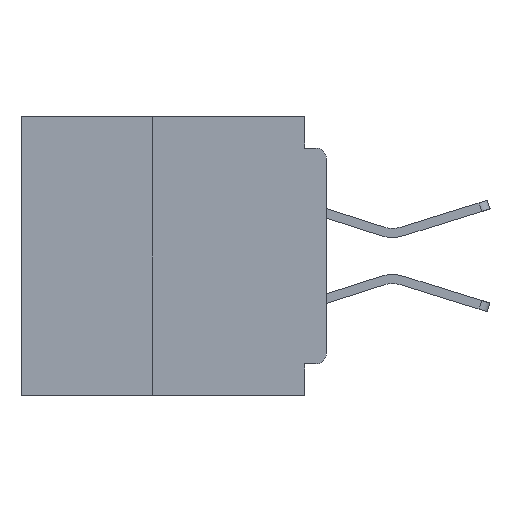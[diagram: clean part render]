
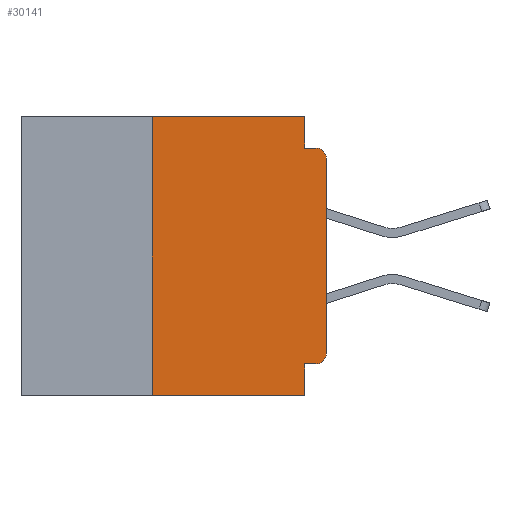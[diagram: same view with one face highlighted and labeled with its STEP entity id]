
A CAD part, left-side view. The second image highlights one B-rep face of the part: STEP entity #30141.
In plain terms, the highlighted planar face has unit normal (-1, 0, 0).
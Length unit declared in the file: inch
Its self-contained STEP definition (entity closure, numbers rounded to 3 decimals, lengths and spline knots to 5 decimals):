
#3565 = DIRECTION ( 'NONE',  ( -1., 0., 0. ) ) ;
#4269 = VECTOR ( 'NONE', #54110, 39.37008 ) ;
#5328 = DIRECTION ( 'NONE',  ( 0., 0., -1. ) ) ;
#5459 = CARTESIAN_POINT ( 'NONE',  ( 0., 0.031, 0. ) ) ;
#5851 = CARTESIAN_POINT ( 'NONE',  ( 0., 0.25, -0.4 ) ) ;
#6026 = ORIENTED_EDGE ( 'NONE', *, *, #50465, .T. ) ;
#6668 = AXIS2_PLACEMENT_3D ( 'NONE', #21523, #55562, #26449 ) ;
#8037 = VERTEX_POINT ( 'NONE', #5851 ) ;
#8322 = EDGE_CURVE ( 'NONE', #49371, #37639, #35999, .T. ) ;
#8428 = CIRCLE ( 'NONE', #43549, 0.015 ) ;
#11227 = ORIENTED_EDGE ( 'NONE', *, *, #55761, .F. ) ;
#12076 = VECTOR ( 'NONE', #28011, 39.37008 ) ;
#14179 = DIRECTION ( 'NONE',  ( 0., 1., 0. ) ) ;
#14390 = CARTESIAN_POINT ( 'NONE',  ( 0., 0.031, -0.4 ) ) ;
#14391 = VERTEX_POINT ( 'NONE', #49966 ) ;
#15853 = LINE ( 'NONE', #5459, #4269 ) ;
#16689 = ORIENTED_EDGE ( 'NONE', *, *, #62567, .F. ) ;
#16731 = DIRECTION ( 'NONE',  ( 0., -1., 0. ) ) ;
#17525 = CARTESIAN_POINT ( 'NONE',  ( 0., 0.015, -0.045 ) ) ;
#18541 = VERTEX_POINT ( 'NONE', #17525 ) ;
#18561 = CARTESIAN_POINT ( 'NONE',  ( 0., 0.437, 0. ) ) ;
#19400 = CARTESIAN_POINT ( 'NONE',  ( 0., 0.015, -0.355 ) ) ;
#20022 = ORIENTED_EDGE ( 'NONE', *, *, #8322, .T. ) ;
#20686 = FACE_OUTER_BOUND ( 'NONE', #39049, .T. ) ;
#21523 = CARTESIAN_POINT ( 'NONE',  ( 0., 0.015, -0.06 ) ) ;
#22565 = CARTESIAN_POINT ( 'NONE',  ( 0., 0., 0. ) ) ;
#23937 = ORIENTED_EDGE ( 'NONE', *, *, #52285, .F. ) ;
#24442 = ORIENTED_EDGE ( 'NONE', *, *, #31568, .F. ) ;
#25687 = DIRECTION ( 'NONE',  ( 0., 0., -1. ) ) ;
#26449 = DIRECTION ( 'NONE',  ( 0., 0., -1. ) ) ;
#26649 = LINE ( 'NONE', #29560, #50977 ) ;
#26951 = CIRCLE ( 'NONE', #6668, 0.015 ) ;
#28011 = DIRECTION ( 'NONE',  ( 0., -1., 0. ) ) ;
#28554 = CARTESIAN_POINT ( 'NONE',  ( 0., 0., -0.06 ) ) ;
#29133 = EDGE_CURVE ( 'NONE', #37639, #18541, #26951, .T. ) ;
#29560 = CARTESIAN_POINT ( 'NONE',  ( 0., 0.437, -0.4 ) ) ;
#29696 = VECTOR ( 'NONE', #16731, 39.37008 ) ;
#29759 = PLANE ( 'NONE',  #35819 ) ;
#29902 = EDGE_CURVE ( 'NONE', #47162, #49371, #8428, .T. ) ;
#30141 = ADVANCED_FACE ( 'NONE', ( #20686 ), #29759, .F. ) ;
#30256 = LINE ( 'NONE', #49951, #44721 ) ;
#30762 = CARTESIAN_POINT ( 'NONE',  ( 0., 0., -0.34 ) ) ;
#31568 = EDGE_CURVE ( 'NONE', #8037, #35356, #63026, .T. ) ;
#32965 = CARTESIAN_POINT ( 'NONE',  ( 0., 0.015, -0.34 ) ) ;
#34447 = DIRECTION ( 'NONE',  ( 0., -1., 0. ) ) ;
#34656 = DIRECTION ( 'NONE',  ( 1., 0., 0. ) ) ;
#35356 = VERTEX_POINT ( 'NONE', #36423 ) ;
#35819 = AXIS2_PLACEMENT_3D ( 'NONE', #58834, #34656, #5328 ) ;
#35999 = LINE ( 'NONE', #22565, #58747 ) ;
#36423 = CARTESIAN_POINT ( 'NONE',  ( 0., 0.25, 0. ) ) ;
#36538 = LINE ( 'NONE', #18561, #12076 ) ;
#37639 = VERTEX_POINT ( 'NONE', #28554 ) ;
#37853 = DIRECTION ( 'NONE',  ( 0., 0., -1. ) ) ;
#39049 = EDGE_LOOP ( 'NONE', ( #20022, #46648, #11227, #60873, #16689, #24442, #6026, #39368, #23937, #54310 ) ) ;
#39368 = ORIENTED_EDGE ( 'NONE', *, *, #39558, .F. ) ;
#39437 = VERTEX_POINT ( 'NONE', #53991 ) ;
#39558 = EDGE_CURVE ( 'NONE', #14391, #47745, #30256, .T. ) ;
#39627 = VERTEX_POINT ( 'NONE', #50584 ) ;
#41076 = CARTESIAN_POINT ( 'NONE',  ( 0., 0., -0.045 ) ) ;
#42637 = LINE ( 'NONE', #41076, #29696 ) ;
#43549 = AXIS2_PLACEMENT_3D ( 'NONE', #32965, #3565, #37853 ) ;
#44721 = VECTOR ( 'NONE', #25687, 39.37008 ) ;
#45657 = VECTOR ( 'NONE', #51611, 39.37008 ) ;
#46648 = ORIENTED_EDGE ( 'NONE', *, *, #29133, .T. ) ;
#46741 = CARTESIAN_POINT ( 'NONE',  ( 0., 0.25, -0.4 ) ) ;
#47058 = VECTOR ( 'NONE', #14179, 39.37008 ) ;
#47162 = VERTEX_POINT ( 'NONE', #19400 ) ;
#47745 = VERTEX_POINT ( 'NONE', #14390 ) ;
#49371 = VERTEX_POINT ( 'NONE', #30762 ) ;
#49951 = CARTESIAN_POINT ( 'NONE',  ( 0., 0.031, -0.4 ) ) ;
#49966 = CARTESIAN_POINT ( 'NONE',  ( 0., 0.031, -0.355 ) ) ;
#50465 = EDGE_CURVE ( 'NONE', #8037, #47745, #26649, .T. ) ;
#50584 = CARTESIAN_POINT ( 'NONE',  ( 0., 0.031, -0.045 ) ) ;
#50977 = VECTOR ( 'NONE', #34447, 39.37008 ) ;
#51611 = DIRECTION ( 'NONE',  ( 0., 0., 1. ) ) ;
#51766 = EDGE_CURVE ( 'NONE', #39437, #39627, #15853, .T. ) ;
#52285 = EDGE_CURVE ( 'NONE', #47162, #14391, #59919, .T. ) ;
#53181 = CARTESIAN_POINT ( 'NONE',  ( 0., 0., -0.355 ) ) ;
#53991 = CARTESIAN_POINT ( 'NONE',  ( 0., 0.031, 0. ) ) ;
#54110 = DIRECTION ( 'NONE',  ( 0., 0., -1. ) ) ;
#54310 = ORIENTED_EDGE ( 'NONE', *, *, #29902, .T. ) ;
#55562 = DIRECTION ( 'NONE',  ( -1., 0., 0. ) ) ;
#55761 = EDGE_CURVE ( 'NONE', #39627, #18541, #42637, .T. ) ;
#58747 = VECTOR ( 'NONE', #61399, 39.37008 ) ;
#58834 = CARTESIAN_POINT ( 'NONE',  ( 0., 0.437, 0. ) ) ;
#59919 = LINE ( 'NONE', #53181, #47058 ) ;
#60873 = ORIENTED_EDGE ( 'NONE', *, *, #51766, .F. ) ;
#61399 = DIRECTION ( 'NONE',  ( 0., 0., 1. ) ) ;
#62567 = EDGE_CURVE ( 'NONE', #35356, #39437, #36538, .T. ) ;
#63026 = LINE ( 'NONE', #46741, #45657 ) ;
